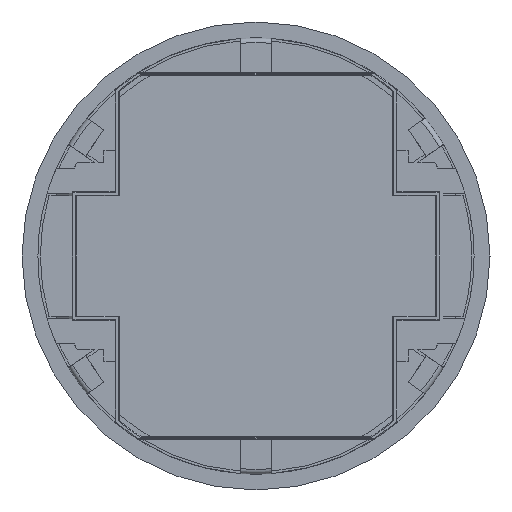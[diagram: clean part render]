
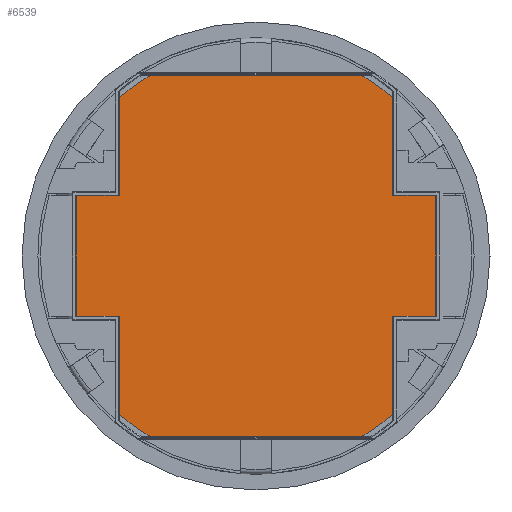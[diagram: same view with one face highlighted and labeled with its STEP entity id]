
A CAD part, front view. The second image highlights one B-rep face of the part: STEP entity #6539.
In plain terms, the highlighted planar face has unit normal (0, -1, 0).
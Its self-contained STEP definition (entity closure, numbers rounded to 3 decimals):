
#30 = CARTESIAN_POINT ( 'NONE',  ( 0., 0., 0. ) ) ;
#37 = CARTESIAN_POINT ( 'NONE',  ( 0., 0., 0. ) ) ;
#528 = EDGE_CURVE ( 'NONE', #5277, #6947, #8139, .T. ) ;
#1068 = AXIS2_PLACEMENT_3D ( 'NONE', #37, #4586, #3178 ) ;
#1278 = DIRECTION ( 'NONE',  ( 0., 1., 0. ) ) ;
#1666 = CIRCLE ( 'NONE', #4738, 133. ) ;
#1878 = CARTESIAN_POINT ( 'NONE',  ( 0., 0., 133. ) ) ;
#2028 = ORIENTED_EDGE ( 'NONE', *, *, #528, .F. ) ;
#2744 = CARTESIAN_POINT ( 'NONE',  ( 0., 0., -133. ) ) ;
#3061 = ORIENTED_EDGE ( 'NONE', *, *, #3507, .F. ) ;
#3178 = DIRECTION ( 'NONE',  ( 0., 0., 1. ) ) ;
#3265 = FACE_OUTER_BOUND ( 'NONE', #7954, .T. ) ;
#3507 = EDGE_CURVE ( 'NONE', #6947, #5277, #1666, .T. ) ;
#3826 = DIRECTION ( 'NONE',  ( 0., 0., 1. ) ) ;
#4586 = DIRECTION ( 'NONE',  ( 0., 1., 0. ) ) ;
#4738 = AXIS2_PLACEMENT_3D ( 'NONE', #30, #1278, #3826 ) ;
#5068 = DIRECTION ( 'NONE',  ( 0., 0., 1. ) ) ;
#5153 = CARTESIAN_POINT ( 'NONE',  ( 0., 0., 0. ) ) ;
#5206 = AXIS2_PLACEMENT_3D ( 'NONE', #5153, #6449, #5068 ) ;
#5277 = VERTEX_POINT ( 'NONE', #1878 ) ;
#6423 = PLANE ( 'NONE',  #1068 ) ;
#6449 = DIRECTION ( 'NONE',  ( 0., 1., 0. ) ) ;
#6539 = ADVANCED_FACE ( 'NONE', ( #3265 ), #6423, .F. ) ;
#6947 = VERTEX_POINT ( 'NONE', #2744 ) ;
#7954 = EDGE_LOOP ( 'NONE', ( #3061, #2028 ) ) ;
#8139 = CIRCLE ( 'NONE', #5206, 133. ) ;
